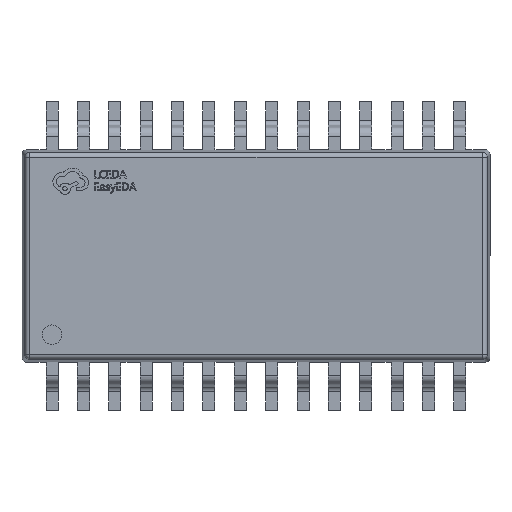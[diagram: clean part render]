
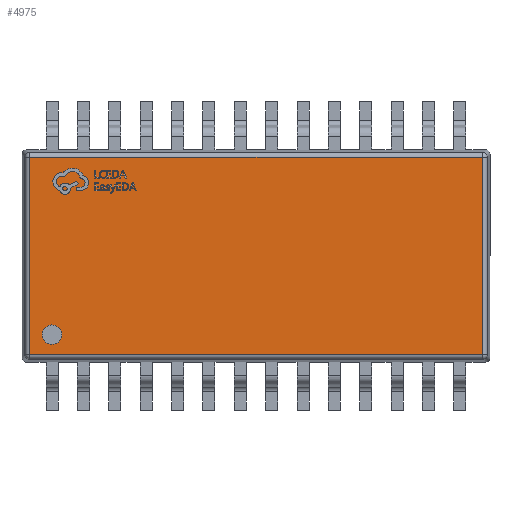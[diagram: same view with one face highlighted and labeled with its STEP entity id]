
A CAD part, top view. The second image highlights one B-rep face of the part: STEP entity #4975.
In plain terms, the highlighted planar face has unit normal (0, 0, 1).
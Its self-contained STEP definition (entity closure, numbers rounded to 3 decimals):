
#657 = CARTESIAN_POINT ( 'NONE',  ( 4.693, 2.13, 0.5 ) ) ;
#3573 = LINE ( 'NONE', #657, #11575 ) ;
#4596 = DIRECTION ( 'NONE',  ( 1., 0., 0. ) ) ;
#4745 = DIRECTION ( 'NONE',  ( 1., 0., 0. ) ) ;
#4857 = EDGE_LOOP ( 'NONE', ( #12197, #5216, #15807, #13668 ) ) ;
#4975 = ADVANCED_FACE ( 'NONE', ( #30596, #15099 ), #30940, .T. ) ;
#5209 = LINE ( 'NONE', #28831, #26641 ) ;
#5216 = ORIENTED_EDGE ( 'NONE', *, *, #17267, .T. ) ;
#6220 = ORIENTED_EDGE ( 'NONE', *, *, #25839, .F. ) ;
#6962 = AXIS2_PLACEMENT_3D ( 'NONE', #7323, #28357, #4745 ) ;
#7062 = CARTESIAN_POINT ( 'NONE',  ( -4.029, -1.632, 0.5 ) ) ;
#7323 = CARTESIAN_POINT ( 'NONE',  ( 0., 0., 0.5 ) ) ;
#8953 = ORIENTED_EDGE ( 'NONE', *, *, #24889, .F. ) ;
#10017 = CARTESIAN_POINT ( 'NONE',  ( -4.693, 2.043, 0.5 ) ) ;
#10589 = AXIS2_PLACEMENT_3D ( 'NONE', #16524, #16860, #27318 ) ;
#11174 = VECTOR ( 'NONE', #24806, 1000. ) ;
#11575 = VECTOR ( 'NONE', #19418, 1000. ) ;
#12197 = ORIENTED_EDGE ( 'NONE', *, *, #25104, .T. ) ;
#12870 = DIRECTION ( 'NONE',  ( 0., 0., 1. ) ) ;
#13668 = ORIENTED_EDGE ( 'NONE', *, *, #29257, .T. ) ;
#14597 = VERTEX_POINT ( 'NONE', #27441 ) ;
#15099 = FACE_BOUND ( 'NONE', #30748, .T. ) ;
#15219 = VERTEX_POINT ( 'NONE', #20988 ) ;
#15807 = ORIENTED_EDGE ( 'NONE', *, *, #21037, .T. ) ;
#16524 = CARTESIAN_POINT ( 'NONE',  ( -4.229, -1.632, 0.5 ) ) ;
#16808 = LINE ( 'NONE', #19532, #21012 ) ;
#16860 = DIRECTION ( 'NONE',  ( 0., 0., 1. ) ) ;
#17267 = EDGE_CURVE ( 'NONE', #15219, #14597, #3573, .T. ) ;
#17275 = CARTESIAN_POINT ( 'NONE',  ( 4.78, -2.043, 0.5 ) ) ;
#17715 = CARTESIAN_POINT ( 'NONE',  ( -4.229, -1.632, 0.5 ) ) ;
#18300 = CIRCLE ( 'NONE', #10589, 0.2 ) ;
#18826 = CIRCLE ( 'NONE', #23140, 0.2 ) ;
#19418 = DIRECTION ( 'NONE',  ( 0., 1., 0. ) ) ;
#19532 = CARTESIAN_POINT ( 'NONE',  ( -4.693, -2.13, 0.5 ) ) ;
#20541 = DIRECTION ( 'NONE',  ( -1., 0., 0. ) ) ;
#20805 = CARTESIAN_POINT ( 'NONE',  ( -4.693, -2.043, 0.5 ) ) ;
#20988 = CARTESIAN_POINT ( 'NONE',  ( 4.693, -2.043, 0.5 ) ) ;
#21012 = VECTOR ( 'NONE', #26287, 1000. ) ;
#21037 = EDGE_CURVE ( 'NONE', #14597, #30922, #5209, .T. ) ;
#21279 = VERTEX_POINT ( 'NONE', #7062 ) ;
#23140 = AXIS2_PLACEMENT_3D ( 'NONE', #17715, #12870, #4596 ) ;
#24806 = DIRECTION ( 'NONE',  ( 1., 0., 0. ) ) ;
#24889 = EDGE_CURVE ( 'NONE', #21279, #30606, #18300, .T. ) ;
#25104 = EDGE_CURVE ( 'NONE', #26402, #15219, #27587, .T. ) ;
#25839 = EDGE_CURVE ( 'NONE', #30606, #21279, #18826, .T. ) ;
#26287 = DIRECTION ( 'NONE',  ( 0., -1., 0. ) ) ;
#26402 = VERTEX_POINT ( 'NONE', #20805 ) ;
#26641 = VECTOR ( 'NONE', #20541, 1000. ) ;
#27318 = DIRECTION ( 'NONE',  ( 1., 0., 0. ) ) ;
#27441 = CARTESIAN_POINT ( 'NONE',  ( 4.693, 2.043, 0.5 ) ) ;
#27587 = LINE ( 'NONE', #17275, #11174 ) ;
#28357 = DIRECTION ( 'NONE',  ( 0., 0., 1. ) ) ;
#28831 = CARTESIAN_POINT ( 'NONE',  ( -4.78, 2.043, 0.5 ) ) ;
#29257 = EDGE_CURVE ( 'NONE', #30922, #26402, #16808, .T. ) ;
#30596 = FACE_OUTER_BOUND ( 'NONE', #4857, .T. ) ;
#30606 = VERTEX_POINT ( 'NONE', #31053 ) ;
#30748 = EDGE_LOOP ( 'NONE', ( #8953, #6220 ) ) ;
#30922 = VERTEX_POINT ( 'NONE', #10017 ) ;
#30940 = PLANE ( 'NONE',  #6962 ) ;
#31053 = CARTESIAN_POINT ( 'NONE',  ( -4.429, -1.632, 0.5 ) ) ;
